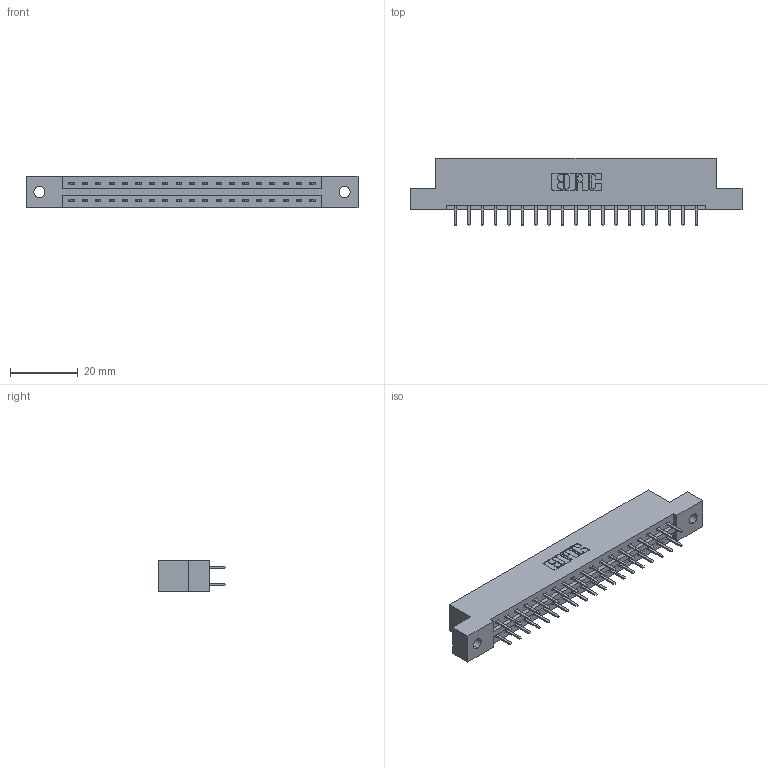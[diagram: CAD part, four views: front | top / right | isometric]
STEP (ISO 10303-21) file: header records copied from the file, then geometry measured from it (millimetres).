
FILE_DESCRIPTION (( 'STEP AP203' ), '1' );
FILE_NAME ('337-038-520-202.STEP', '2018-08-08T02:45:01', ( '' ), ( '' ), 'SwSTEP 2.0', 'SolidWorks 2016', '' );
FILE_SCHEMA (( 'CONFIG_CONTROL_DESIGN' ));
Length unit declared in the file: inch
Products named in the file (3): 337 Part_Flush Mounting Lugs - 0.128 Dia; 345-292-001_345-293-120; 337-038-520-202
Assembly tree (39 placements, depth 2):
  337-038-520-202
    337 Part_Flush Mounting Lugs - 0.128 Dia
    345-292-001_345-293-120  x38
Bounding box: 98.3 x 20.02 x 9.4 mm (x, y, z)
Volume: 9999.9 mm3; surface area: 10761.1 mm2
Topology: 39 solids, 39 shells, 2318 faces, 6733 edges, 4386 vertices
Faces by surface type: plane 1590, cylinder 728
Entity records: 17823 total; most frequent: CARTESIAN_POINT 3034, ORIENTED_EDGE 2958, DIRECTION 2611, EDGE_CURVE 1479, VECTOR 1347, LINE 1347, VERTEX_POINT 982, AXIS2_PLACEMENT_3D 632
